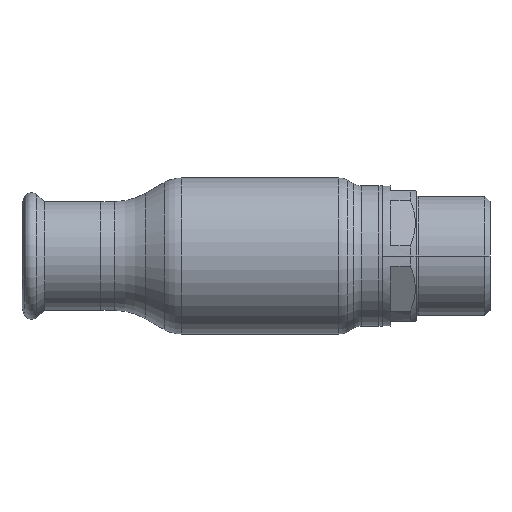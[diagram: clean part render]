
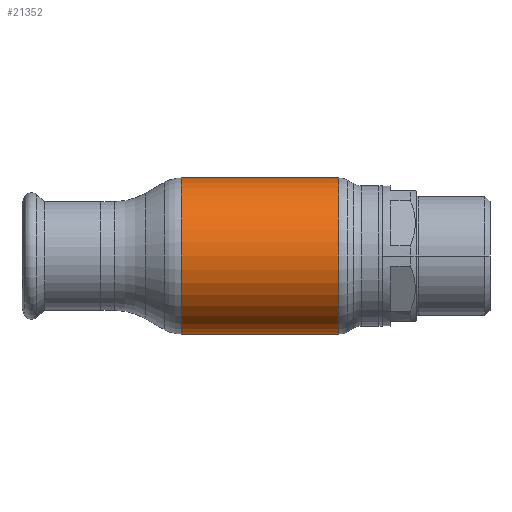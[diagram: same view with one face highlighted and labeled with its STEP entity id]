
A CAD part, front view. The second image highlights one B-rep face of the part: STEP entity #21352.
In plain terms, the highlighted cylindrical face has radius 27.5 mm (diameter 55 mm), a partial arc.
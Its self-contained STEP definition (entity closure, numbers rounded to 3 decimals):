
#1138 = EDGE_CURVE ( 'NONE', #45882, #53637, #49415, .T. ) ;
#4079 = CARTESIAN_POINT ( 'NONE',  ( 27.785, 0., -27.5 ) ) ;
#4788 = ORIENTED_EDGE ( 'NONE', *, *, #25346, .F. ) ;
#5082 = CARTESIAN_POINT ( 'NONE',  ( 27.785, 0., 0. ) ) ;
#5567 = LINE ( 'NONE', #18071, #8659 ) ;
#8446 = DIRECTION ( 'NONE',  ( 0., 0., 1. ) ) ;
#8659 = VECTOR ( 'NONE', #18934, 1000. ) ;
#12808 = CARTESIAN_POINT ( 'NONE',  ( -62.69, 0., 0. ) ) ;
#13088 = DIRECTION ( 'NONE',  ( -1., 0., 0. ) ) ;
#13100 = CIRCLE ( 'NONE', #21408, 27.5 ) ;
#14947 = DIRECTION ( 'NONE',  ( -1., 0., 0. ) ) ;
#15739 = CYLINDRICAL_SURFACE ( 'NONE', #41454, 27.5 ) ;
#16073 = DIRECTION ( 'NONE',  ( -1., 0., 0. ) ) ;
#18071 = CARTESIAN_POINT ( 'NONE',  ( -62.69, 0., 27.5 ) ) ;
#18934 = DIRECTION ( 'NONE',  ( -1., 0., 0. ) ) ;
#21352 = ADVANCED_FACE ( 'NONE', ( #55138 ), #15739, .T. ) ;
#21408 = AXIS2_PLACEMENT_3D ( 'NONE', #5082, #14947, #50551 ) ;
#23413 = VECTOR ( 'NONE', #49121, 1000. ) ;
#25346 = EDGE_CURVE ( 'NONE', #53637, #54647, #26210, .T. ) ;
#26210 = CIRCLE ( 'NONE', #51181, 27.5 ) ;
#26228 = VERTEX_POINT ( 'NONE', #36578 ) ;
#27714 = ORIENTED_EDGE ( 'NONE', *, *, #1138, .F. ) ;
#33429 = CARTESIAN_POINT ( 'NONE',  ( -27.785, 0., 0. ) ) ;
#36578 = CARTESIAN_POINT ( 'NONE',  ( 27.785, 0., 27.5 ) ) ;
#37152 = ORIENTED_EDGE ( 'NONE', *, *, #56748, .T. ) ;
#40141 = CARTESIAN_POINT ( 'NONE',  ( -62.69, 0., -27.5 ) ) ;
#41454 = AXIS2_PLACEMENT_3D ( 'NONE', #12808, #13088, #8446 ) ;
#43631 = EDGE_CURVE ( 'NONE', #45882, #26228, #13100, .T. ) ;
#45410 = CARTESIAN_POINT ( 'NONE',  ( -27.785, 0., 27.5 ) ) ;
#45882 = VERTEX_POINT ( 'NONE', #4079 ) ;
#46489 = EDGE_LOOP ( 'NONE', ( #27714, #49630, #37152, #4788 ) ) ;
#49121 = DIRECTION ( 'NONE',  ( -1., 0., 0. ) ) ;
#49415 = LINE ( 'NONE', #40141, #23413 ) ;
#49630 = ORIENTED_EDGE ( 'NONE', *, *, #43631, .T. ) ;
#50551 = DIRECTION ( 'NONE',  ( 0., 0., 1. ) ) ;
#50908 = CARTESIAN_POINT ( 'NONE',  ( -27.785, 0., -27.5 ) ) ;
#51181 = AXIS2_PLACEMENT_3D ( 'NONE', #33429, #16073, #53015 ) ;
#53015 = DIRECTION ( 'NONE',  ( 0., 0., 1. ) ) ;
#53637 = VERTEX_POINT ( 'NONE', #50908 ) ;
#54647 = VERTEX_POINT ( 'NONE', #45410 ) ;
#55138 = FACE_OUTER_BOUND ( 'NONE', #46489, .T. ) ;
#56748 = EDGE_CURVE ( 'NONE', #26228, #54647, #5567, .T. ) ;
